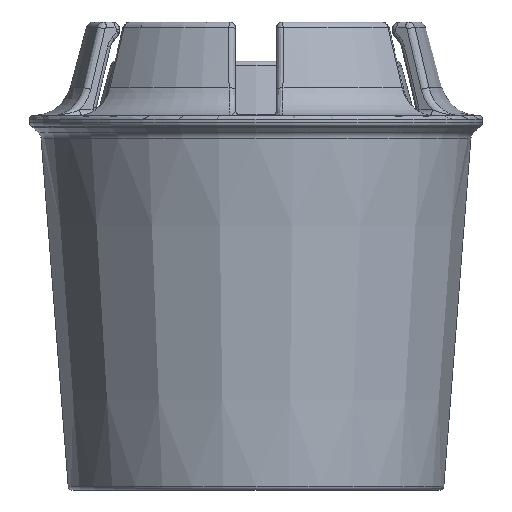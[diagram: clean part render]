
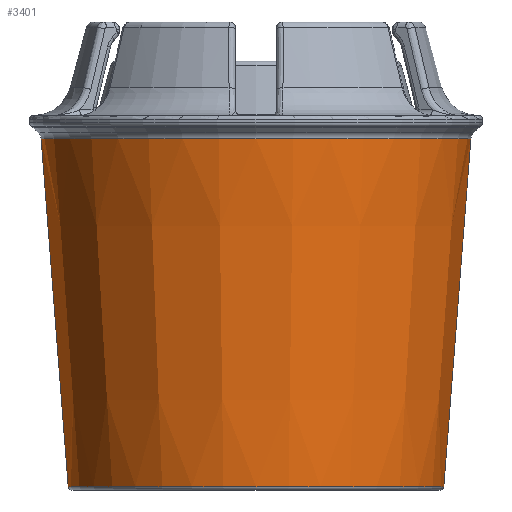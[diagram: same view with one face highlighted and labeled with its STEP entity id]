
A CAD part, front view. The second image highlights one B-rep face of the part: STEP entity #3401.
In plain terms, the highlighted conical face has half-angle 4.453 degrees and reference radius 11.185 mm.
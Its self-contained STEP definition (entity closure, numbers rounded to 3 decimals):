
#312 = CARTESIAN_POINT ( 'NONE',  ( 11.479, 0., -61.097 ) ) ;
#1241 = CARTESIAN_POINT ( 'NONE',  ( 10.031, 0., -79.687 ) ) ;
#2235 = EDGE_CURVE ( 'NONE', #16249, #3903, #30544, .T. ) ;
#3256 = CIRCLE ( 'NONE', #16448, 10.031 ) ;
#3401 = ADVANCED_FACE ( 'NONE', ( #25714 ), #4814, .T. ) ;
#3626 = CARTESIAN_POINT ( 'NONE',  ( 0., 0., -64.871 ) ) ;
#3903 = VERTEX_POINT ( 'NONE', #11465 ) ;
#4111 = EDGE_LOOP ( 'NONE', ( #21483, #20162, #28098, #13849 ) ) ;
#4778 = EDGE_CURVE ( 'NONE', #16178, #3903, #24533, .T. ) ;
#4814 = CONICAL_SURFACE ( 'NONE', #9300, 11.185, 0.078 ) ;
#7219 = CARTESIAN_POINT ( 'NONE',  ( -11.185, 0., -64.871 ) ) ;
#8714 = DIRECTION ( 'NONE',  ( 1., 0., 0. ) ) ;
#8731 = CARTESIAN_POINT ( 'NONE',  ( 0., 0., -61.097 ) ) ;
#9300 = AXIS2_PLACEMENT_3D ( 'NONE', #3626, #13019, #8714 ) ;
#9971 = CARTESIAN_POINT ( 'NONE',  ( 11.185, 0., -64.871 ) ) ;
#10070 = DIRECTION ( 'NONE',  ( 1., 0., 0. ) ) ;
#11465 = CARTESIAN_POINT ( 'NONE',  ( -11.479, 0., -61.097 ) ) ;
#12604 = EDGE_CURVE ( 'NONE', #25830, #16178, #21726, .T. ) ;
#12901 = CARTESIAN_POINT ( 'NONE',  ( 0., 0., -79.687 ) ) ;
#13019 = DIRECTION ( 'NONE',  ( 0., 0., 1. ) ) ;
#13116 = DIRECTION ( 'NONE',  ( 0.078, 0., 0.997 ) ) ;
#13349 = DIRECTION ( 'NONE',  ( 1., 0., 0. ) ) ;
#13849 = ORIENTED_EDGE ( 'NONE', *, *, #4778, .T. ) ;
#14358 = DIRECTION ( 'NONE',  ( -0.078, 0., 0.997 ) ) ;
#16178 = VERTEX_POINT ( 'NONE', #312 ) ;
#16249 = VERTEX_POINT ( 'NONE', #27590 ) ;
#16448 = AXIS2_PLACEMENT_3D ( 'NONE', #12901, #17391, #10070 ) ;
#17391 = DIRECTION ( 'NONE',  ( 0., 0., 1. ) ) ;
#20162 = ORIENTED_EDGE ( 'NONE', *, *, #30474, .T. ) ;
#21483 = ORIENTED_EDGE ( 'NONE', *, *, #2235, .F. ) ;
#21726 = LINE ( 'NONE', #9971, #25070 ) ;
#23186 = DIRECTION ( 'NONE',  ( 0., 0., -1. ) ) ;
#24533 = CIRCLE ( 'NONE', #25659, 11.479 ) ;
#25070 = VECTOR ( 'NONE', #13116, 1000. ) ;
#25659 = AXIS2_PLACEMENT_3D ( 'NONE', #8731, #23186, #13349 ) ;
#25714 = FACE_OUTER_BOUND ( 'NONE', #4111, .T. ) ;
#25830 = VERTEX_POINT ( 'NONE', #1241 ) ;
#27590 = CARTESIAN_POINT ( 'NONE',  ( -10.031, 0., -79.687 ) ) ;
#28098 = ORIENTED_EDGE ( 'NONE', *, *, #12604, .T. ) ;
#28692 = VECTOR ( 'NONE', #14358, 1000. ) ;
#30474 = EDGE_CURVE ( 'NONE', #16249, #25830, #3256, .T. ) ;
#30544 = LINE ( 'NONE', #7219, #28692 ) ;
